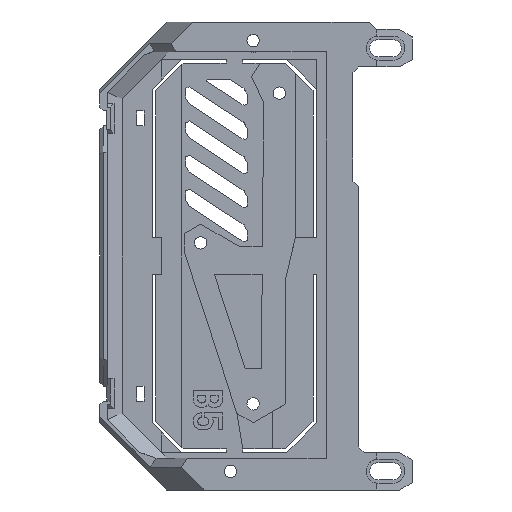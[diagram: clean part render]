
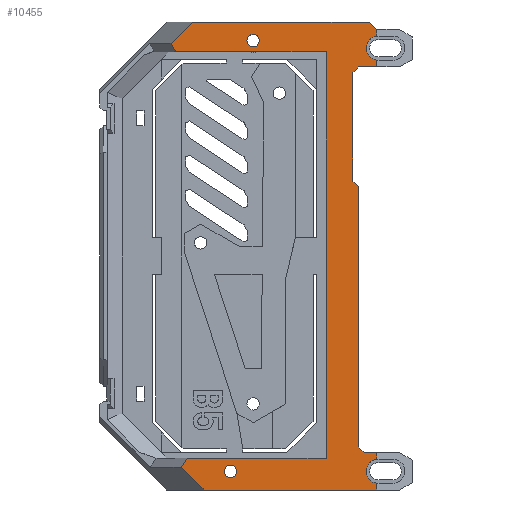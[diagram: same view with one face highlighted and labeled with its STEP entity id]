
A CAD part, front view. The second image highlights one B-rep face of the part: STEP entity #10455.
In plain terms, the highlighted planar face has unit normal (0, -1, 0).
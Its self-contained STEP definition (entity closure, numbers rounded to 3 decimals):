
#344=FACE_BOUND('',#1157,.T.);
#345=FACE_BOUND('',#1158,.T.);
#392=CIRCLE('',#10999,3.2);
#393=CIRCLE('',#11000,3.2);
#394=CIRCLE('',#11001,1.65);
#395=CIRCLE('',#11002,1.65);
#579=FACE_OUTER_BOUND('',#1156,.T.);
#1156=EDGE_LOOP('',(#7662,#7663,#7664,#7665,#7666,#7667,#7668,#7669,#7670,
#7671,#7672,#7673,#7674,#7675,#7676,#7677,#7678,#7679,#7680,#7681,#7682,
#7683,#7684));
#1157=EDGE_LOOP('',(#7685));
#1158=EDGE_LOOP('',(#7686));
#1616=LINE('',#13825,#2916);
#1999=LINE('',#15475,#3299);
#2070=LINE('',#15643,#3370);
#2071=LINE('',#15646,#3371);
#2072=LINE('',#15648,#3372);
#2073=LINE('',#15650,#3373);
#2074=LINE('',#15654,#3374);
#2075=LINE('',#15656,#3375);
#2076=LINE('',#15658,#3376);
#2077=LINE('',#15660,#3377);
#2078=LINE('',#15662,#3378);
#2079=LINE('',#15664,#3379);
#2080=LINE('',#15666,#3380);
#2081=LINE('',#15668,#3381);
#2082=LINE('',#15670,#3382);
#2083=LINE('',#15674,#3383);
#2084=LINE('',#15676,#3384);
#2085=LINE('',#15678,#3385);
#2086=LINE('',#15680,#3386);
#2087=LINE('',#15682,#3387);
#2088=LINE('',#15683,#3388);
#2916=VECTOR('',#11438,10.);
#3299=VECTOR('',#11999,10.);
#3370=VECTOR('',#12116,10.);
#3371=VECTOR('',#12119,10.);
#3372=VECTOR('',#12120,10.);
#3373=VECTOR('',#12121,10.);
#3374=VECTOR('',#12124,10.);
#3375=VECTOR('',#12125,10.);
#3376=VECTOR('',#12126,10.);
#3377=VECTOR('',#12127,10.);
#3378=VECTOR('',#12128,10.);
#3379=VECTOR('',#12129,10.);
#3380=VECTOR('',#12130,10.);
#3381=VECTOR('',#12131,10.);
#3382=VECTOR('',#12132,10.);
#3383=VECTOR('',#12135,10.);
#3384=VECTOR('',#12136,10.);
#3385=VECTOR('',#12137,10.);
#3386=VECTOR('',#12138,10.);
#3387=VECTOR('',#12139,10.);
#3388=VECTOR('',#12140,10.);
#4215=VERTEX_POINT('',#13822);
#4216=VERTEX_POINT('',#13824);
#4564=VERTEX_POINT('',#15474);
#4638=VERTEX_POINT('',#15641);
#4639=VERTEX_POINT('',#15645);
#4640=VERTEX_POINT('',#15647);
#4641=VERTEX_POINT('',#15649);
#4642=VERTEX_POINT('',#15651);
#4643=VERTEX_POINT('',#15653);
#4644=VERTEX_POINT('',#15655);
#4645=VERTEX_POINT('',#15657);
#4646=VERTEX_POINT('',#15659);
#4647=VERTEX_POINT('',#15661);
#4648=VERTEX_POINT('',#15663);
#4649=VERTEX_POINT('',#15665);
#4650=VERTEX_POINT('',#15667);
#4651=VERTEX_POINT('',#15669);
#4652=VERTEX_POINT('',#15671);
#4653=VERTEX_POINT('',#15673);
#4654=VERTEX_POINT('',#15675);
#4655=VERTEX_POINT('',#15677);
#4656=VERTEX_POINT('',#15679);
#4657=VERTEX_POINT('',#15681);
#4658=VERTEX_POINT('',#15684);
#4659=VERTEX_POINT('',#15686);
#5227=EDGE_CURVE('',#4216,#4215,#1616,.T.);
#5699=EDGE_CURVE('',#4564,#4216,#1999,.T.);
#5784=EDGE_CURVE('',#4638,#4215,#2070,.T.);
#5785=EDGE_CURVE('',#4639,#4638,#2071,.T.);
#5786=EDGE_CURVE('',#4639,#4640,#2072,.T.);
#5787=EDGE_CURVE('',#4640,#4641,#2073,.T.);
#5788=EDGE_CURVE('',#4641,#4642,#392,.T.);
#5789=EDGE_CURVE('',#4642,#4643,#2074,.T.);
#5790=EDGE_CURVE('',#4643,#4644,#2075,.T.);
#5791=EDGE_CURVE('',#4645,#4644,#2076,.T.);
#5792=EDGE_CURVE('',#4645,#4646,#2077,.T.);
#5793=EDGE_CURVE('',#4647,#4646,#2078,.T.);
#5794=EDGE_CURVE('',#4647,#4648,#2079,.T.);
#5795=EDGE_CURVE('',#4649,#4648,#2080,.T.);
#5796=EDGE_CURVE('',#4649,#4650,#2081,.T.);
#5797=EDGE_CURVE('',#4650,#4651,#2082,.T.);
#5798=EDGE_CURVE('',#4651,#4652,#393,.T.);
#5799=EDGE_CURVE('',#4652,#4653,#2083,.T.);
#5800=EDGE_CURVE('',#4654,#4653,#2084,.T.);
#5801=EDGE_CURVE('',#4654,#4655,#2085,.T.);
#5802=EDGE_CURVE('',#4656,#4655,#2086,.T.);
#5803=EDGE_CURVE('',#4657,#4656,#2087,.T.);
#5804=EDGE_CURVE('',#4657,#4564,#2088,.T.);
#5805=EDGE_CURVE('',#4658,#4658,#394,.T.);
#5806=EDGE_CURVE('',#4659,#4659,#395,.T.);
#7662=ORIENTED_EDGE('',*,*,#5784,.F.);
#7663=ORIENTED_EDGE('',*,*,#5785,.F.);
#7664=ORIENTED_EDGE('',*,*,#5786,.T.);
#7665=ORIENTED_EDGE('',*,*,#5787,.T.);
#7666=ORIENTED_EDGE('',*,*,#5788,.T.);
#7667=ORIENTED_EDGE('',*,*,#5789,.T.);
#7668=ORIENTED_EDGE('',*,*,#5790,.T.);
#7669=ORIENTED_EDGE('',*,*,#5791,.F.);
#7670=ORIENTED_EDGE('',*,*,#5792,.T.);
#7671=ORIENTED_EDGE('',*,*,#5793,.F.);
#7672=ORIENTED_EDGE('',*,*,#5794,.T.);
#7673=ORIENTED_EDGE('',*,*,#5795,.F.);
#7674=ORIENTED_EDGE('',*,*,#5796,.T.);
#7675=ORIENTED_EDGE('',*,*,#5797,.T.);
#7676=ORIENTED_EDGE('',*,*,#5798,.T.);
#7677=ORIENTED_EDGE('',*,*,#5799,.T.);
#7678=ORIENTED_EDGE('',*,*,#5800,.F.);
#7679=ORIENTED_EDGE('',*,*,#5801,.T.);
#7680=ORIENTED_EDGE('',*,*,#5802,.F.);
#7681=ORIENTED_EDGE('',*,*,#5803,.F.);
#7682=ORIENTED_EDGE('',*,*,#5804,.T.);
#7683=ORIENTED_EDGE('',*,*,#5699,.T.);
#7684=ORIENTED_EDGE('',*,*,#5227,.T.);
#7685=ORIENTED_EDGE('',*,*,#5805,.T.);
#7686=ORIENTED_EDGE('',*,*,#5806,.T.);
#9969=PLANE('',#10998);
#10455=ADVANCED_FACE('',(#579,#344,#345),#9969,.T.);
#10998=AXIS2_PLACEMENT_3D('',#15644,#12117,#12118);
#10999=AXIS2_PLACEMENT_3D('',#15652,#12122,#12123);
#11000=AXIS2_PLACEMENT_3D('',#15672,#12133,#12134);
#11001=AXIS2_PLACEMENT_3D('',#15685,#12141,#12142);
#11002=AXIS2_PLACEMENT_3D('',#15687,#12143,#12144);
#11438=DIRECTION('',(-1.,0.,0.));
#11999=DIRECTION('',(0.,0.,-1.));
#12116=DIRECTION('',(0.56,0.,0.828));
#12117=DIRECTION('center_axis',(0.,-1.,0.));
#12118=DIRECTION('ref_axis',(0.,0.,-1.));
#12119=DIRECTION('',(-0.707,0.,0.707));
#12120=DIRECTION('',(1.,0.,0.));
#12121=DIRECTION('',(0.,0.,1.));
#12122=DIRECTION('center_axis',(0.,1.,0.));
#12123=DIRECTION('ref_axis',(0.109,0.,-0.994));
#12124=DIRECTION('',(0.,0.,1.));
#12125=DIRECTION('',(-1.,0.,0.));
#12126=DIRECTION('',(0.707,0.,-0.707));
#12127=DIRECTION('',(0.,0.,1.));
#12128=DIRECTION('',(0.707,0.,-0.707));
#12129=DIRECTION('',(0.,0.,1.));
#12130=DIRECTION('',(-0.707,0.,-0.707));
#12131=DIRECTION('',(1.,0.,0.));
#12132=DIRECTION('',(0.,0.,1.));
#12133=DIRECTION('center_axis',(0.,1.,0.));
#12134=DIRECTION('ref_axis',(0.109,0.,-0.994));
#12135=DIRECTION('',(0.,0.,1.));
#12136=DIRECTION('',(0.707,0.,-0.707));
#12137=DIRECTION('',(-1.,0.,0.));
#12138=DIRECTION('',(0.707,0.,0.707));
#12139=DIRECTION('',(-0.477,0.,0.879));
#12140=DIRECTION('',(1.,0.,0.));
#12141=DIRECTION('center_axis',(0.,1.,0.));
#12142=DIRECTION('ref_axis',(-1.,0.,0.));
#12143=DIRECTION('center_axis',(0.,1.,0.));
#12144=DIRECTION('ref_axis',(-1.,0.,0.));
#13822=CARTESIAN_POINT('',(-18.565,-8.,8.5));
#13824=CARTESIAN_POINT('',(18.5,-8.,8.5));
#13825=CARTESIAN_POINT('',(18.5,-8.,8.5));
#15474=CARTESIAN_POINT('',(18.5,-8.,117.));
#15475=CARTESIAN_POINT('',(18.5,-8.,117.));
#15641=CARTESIAN_POINT('',(-20.193,-8.,6.092));
#15643=CARTESIAN_POINT('',(-4.183,-8.,29.765));
#15644=CARTESIAN_POINT('Origin',(2.,-8.,62.5));
#15645=CARTESIAN_POINT('',(-14.101,-8.,0.));
#15646=CARTESIAN_POINT('',(-29.175,-8.,15.075));
#15647=CARTESIAN_POINT('',(32.,-8.,0.));
#15648=CARTESIAN_POINT('',(-28.,-8.,0.));
#15649=CARTESIAN_POINT('',(32.,-8.,1.819));
#15650=CARTESIAN_POINT('',(32.,-8.,0.));
#15651=CARTESIAN_POINT('',(32.,-8.,8.181));
#15652=CARTESIAN_POINT('Origin',(32.35,-8.,5.));
#15653=CARTESIAN_POINT('',(32.,-8.,10.));
#15654=CARTESIAN_POINT('',(32.,-8.,8.181));
#15655=CARTESIAN_POINT('',(28.673,-8.,10.));
#15656=CARTESIAN_POINT('',(32.,-8.,10.));
#15657=CARTESIAN_POINT('',(27.173,-8.,11.5));
#15658=CARTESIAN_POINT('',(8.505,-8.,30.168));
#15659=CARTESIAN_POINT('',(27.173,-8.,81.));
#15660=CARTESIAN_POINT('',(27.173,-8.,71.75));
#15661=CARTESIAN_POINT('',(25.673,-8.,82.5));
#15662=CARTESIAN_POINT('',(25.13,-8.,83.043));
#15663=CARTESIAN_POINT('',(25.673,-8.,111.5));
#15664=CARTESIAN_POINT('',(25.673,-8.,81.));
#15665=CARTESIAN_POINT('',(27.173,-8.,113.));
#15666=CARTESIAN_POINT('',(7.88,-8.,93.707));
#15667=CARTESIAN_POINT('',(32.,-8.,113.));
#15668=CARTESIAN_POINT('',(25.673,-8.,113.));
#15669=CARTESIAN_POINT('',(32.,-8.,114.819));
#15670=CARTESIAN_POINT('',(32.,-8.,113.));
#15671=CARTESIAN_POINT('',(32.,-8.,121.181));
#15672=CARTESIAN_POINT('Origin',(32.35,-8.,118.));
#15673=CARTESIAN_POINT('',(32.,-8.,123.));
#15674=CARTESIAN_POINT('',(32.,-8.,121.181));
#15675=CARTESIAN_POINT('',(30.,-8.,125.));
#15676=CARTESIAN_POINT('',(39.125,-8.,115.875));
#15677=CARTESIAN_POINT('',(-17.212,-8.,125.));
#15678=CARTESIAN_POINT('',(32.,-8.,125.));
#15679=CARTESIAN_POINT('',(-22.927,-8.,119.285));
#15680=CARTESIAN_POINT('',(-30.731,-8.,111.481));
#15681=CARTESIAN_POINT('',(-21.687,-8.,117.));
#15682=CARTESIAN_POINT('',(-8.604,-8.,92.907));
#15683=CARTESIAN_POINT('',(-28.,-8.,117.));
#15684=CARTESIAN_POINT('',(-2.65,-8.,120.));
#15685=CARTESIAN_POINT('Origin',(-1.,-8.,120.));
#15686=CARTESIAN_POINT('',(-8.65,-8.,5.));
#15687=CARTESIAN_POINT('Origin',(-7.,-8.,5.));
